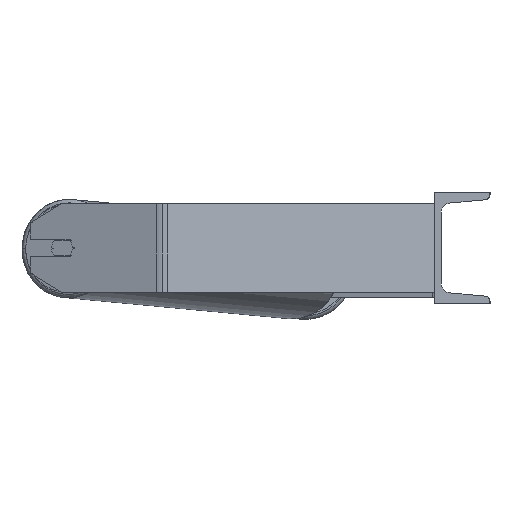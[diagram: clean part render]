
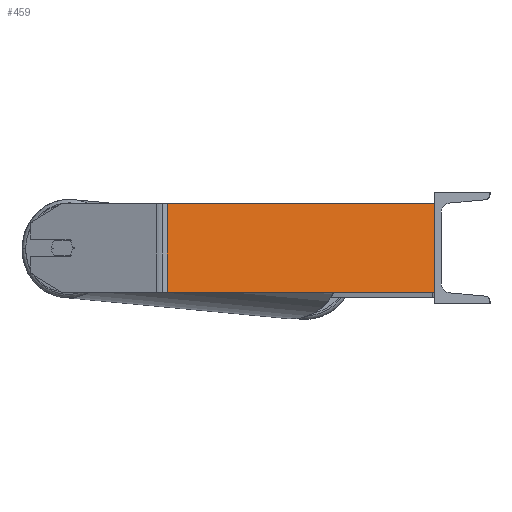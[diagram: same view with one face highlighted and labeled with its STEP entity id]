
A CAD part, left-side view. The second image highlights one B-rep face of the part: STEP entity #459.
In plain terms, the highlighted planar face has unit normal (-0.966, -0.259, 0).
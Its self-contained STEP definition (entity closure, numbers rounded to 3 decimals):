
#459 = ADVANCED_FACE ( 'NONE', ( #3691 ), #3000, .F. ) ;
#1077 = EDGE_CURVE ( 'NONE', #5558, #1862, #3329, .T. ) ;
#1567 = ORIENTED_EDGE ( 'NONE', *, *, #1077, .F. ) ;
#1862 = VERTEX_POINT ( 'NONE', #7315 ) ;
#1906 = DIRECTION ( 'NONE',  ( 0., 0., -1. ) ) ;
#1919 = CARTESIAN_POINT ( 'NONE',  ( -949.508, 240.748, 40. ) ) ;
#2620 = EDGE_CURVE ( 'NONE', #7853, #2914, #5403, .T. ) ;
#2914 = VERTEX_POINT ( 'NONE', #7219 ) ;
#3000 = PLANE ( 'NONE',  #5990 ) ;
#3159 = EDGE_CURVE ( 'NONE', #7853, #5558, #6875, .T. ) ;
#3329 = LINE ( 'NONE', #4010, #5410 ) ;
#3556 = EDGE_LOOP ( 'NONE', ( #4259, #1567, #7361, #6171 ) ) ;
#3616 = CARTESIAN_POINT ( 'NONE',  ( -885., 0., 40. ) ) ;
#3691 = FACE_OUTER_BOUND ( 'NONE', #3556, .T. ) ;
#4010 = CARTESIAN_POINT ( 'NONE',  ( -885., 0., 40. ) ) ;
#4066 = CARTESIAN_POINT ( 'NONE',  ( -950.814, 245.621, 40. ) ) ;
#4259 = ORIENTED_EDGE ( 'NONE', *, *, #8956, .T. ) ;
#4388 = CARTESIAN_POINT ( 'NONE',  ( -950.814, 245.621, -40. ) ) ;
#4460 = DIRECTION ( 'NONE',  ( -0.259, 0.966, 0. ) ) ;
#4468 = LINE ( 'NONE', #4388, #8238 ) ;
#4805 = CARTESIAN_POINT ( 'NONE',  ( -949.508, 240.748, 40. ) ) ;
#5194 = CARTESIAN_POINT ( 'NONE',  ( -950.814, 245.621, 40. ) ) ;
#5393 = DIRECTION ( 'NONE',  ( 0., 0., -1. ) ) ;
#5403 = LINE ( 'NONE', #4805, #8465 ) ;
#5410 = VECTOR ( 'NONE', #5393, 1000. ) ;
#5558 = VERTEX_POINT ( 'NONE', #3616 ) ;
#5990 = AXIS2_PLACEMENT_3D ( 'NONE', #5194, #7959, #4460 ) ;
#6171 = ORIENTED_EDGE ( 'NONE', *, *, #2620, .T. ) ;
#6186 = DIRECTION ( 'NONE',  ( 0.259, -0.966, 0. ) ) ;
#6688 = VECTOR ( 'NONE', #6186, 1000. ) ;
#6875 = LINE ( 'NONE', #4066, #6688 ) ;
#7219 = CARTESIAN_POINT ( 'NONE',  ( -949.508, 240.748, -40. ) ) ;
#7315 = CARTESIAN_POINT ( 'NONE',  ( -885., 0., -40. ) ) ;
#7361 = ORIENTED_EDGE ( 'NONE', *, *, #3159, .F. ) ;
#7375 = DIRECTION ( 'NONE',  ( 0.259, -0.966, 0. ) ) ;
#7853 = VERTEX_POINT ( 'NONE', #1919 ) ;
#7959 = DIRECTION ( 'NONE',  ( 0.966, 0.259, 0. ) ) ;
#8238 = VECTOR ( 'NONE', #7375, 1000. ) ;
#8465 = VECTOR ( 'NONE', #1906, 1000. ) ;
#8956 = EDGE_CURVE ( 'NONE', #2914, #1862, #4468, .T. ) ;
